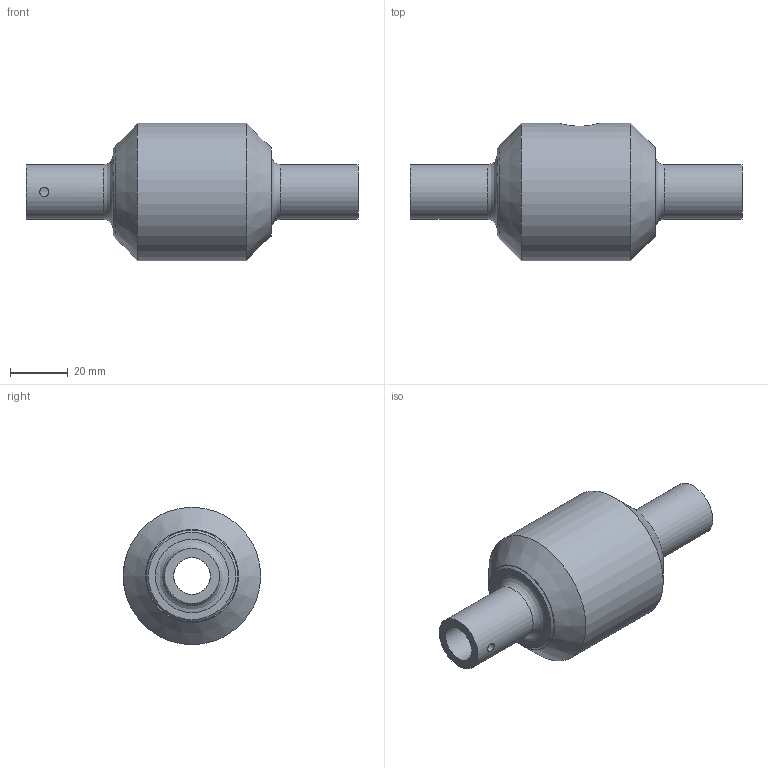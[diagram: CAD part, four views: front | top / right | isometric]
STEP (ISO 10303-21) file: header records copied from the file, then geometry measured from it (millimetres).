
FILE_DESCRIPTION((''),'2;1');
FILE_NAME('130075-3D.stp','2010-05-27T10:47:20',('michael witt'),(''),'Autodesk Inventor 2010','Autodesk Inventor 2010','');
FILE_SCHEMA(('AUTOMOTIVE_DESIGN { 1 0 10303 214 1 1 1 1 }'));
Length unit declared in the file: inch
Products named in the file (3): Assembly1; Part2; Part4
Assembly tree (2 placements, depth 2):
  Assembly1
    Part2
    Part4
Bounding box: 115.09 x 47.62 x 47.62 mm (x, y, z)
Volume: 88718.6 mm3; surface area: 21336.2 mm2
Topology: 2 solids, 2 shells, 25 faces, 50 edges, 31 vertices
Faces by surface type: cylinder 9, plane 8, cone 6, bspline 2
Full cylindrical faces by diameter (mm): 3.175 x1, 11.114 x1, 12.7 x2, 19.05 x2, 31.75 x2, 47.625 x1
Entity records: 854 total; most frequent: CARTESIAN_POINT 316, DIRECTION 102, ORIENTED_EDGE 62, EDGE_LOOP 52, AXIS2_PLACEMENT_3D 51, EDGE_CURVE 31, VERTEX_POINT 29, FACE_BOUND 27
